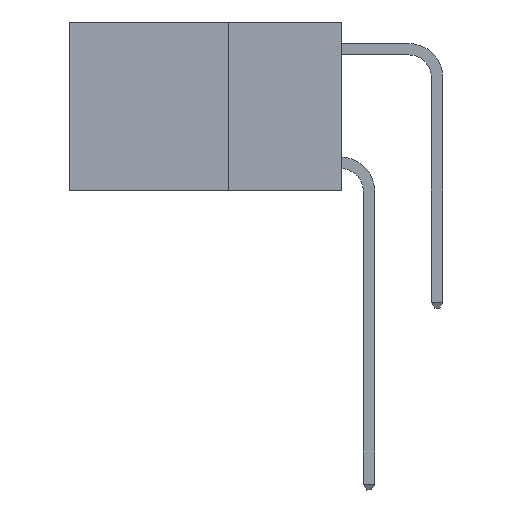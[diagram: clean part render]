
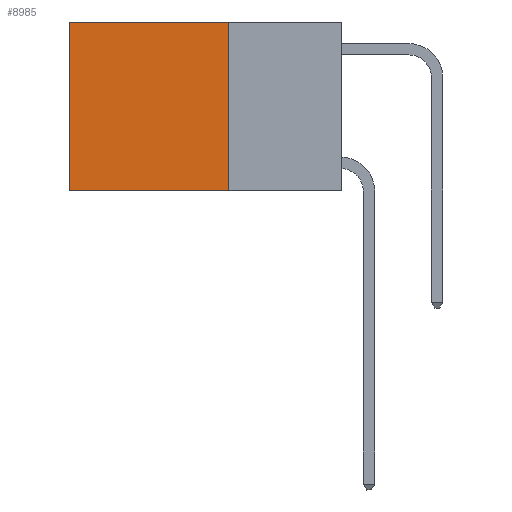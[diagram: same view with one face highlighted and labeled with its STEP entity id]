
A CAD part, left-side view. The second image highlights one B-rep face of the part: STEP entity #8985.
In plain terms, the highlighted planar face has unit normal (-1, 0, 0).
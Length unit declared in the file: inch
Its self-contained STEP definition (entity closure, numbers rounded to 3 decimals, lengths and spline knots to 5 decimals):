
#621 = VERTEX_POINT ( 'NONE', #9196 ) ;
#776 = EDGE_CURVE ( 'NONE', #2585, #621, #12055, .T. ) ;
#789 = CARTESIAN_POINT ( 'NONE',  ( 0.2625, 0.25, -0.37 ) ) ;
#804 = CARTESIAN_POINT ( 'NONE',  ( 0.2625, 0.25, 0. ) ) ;
#920 = DIRECTION ( 'NONE',  ( 0., 0., -1. ) ) ;
#1202 = CARTESIAN_POINT ( 'NONE',  ( 0.2625, 0.25, 0. ) ) ;
#1555 = VECTOR ( 'NONE', #8326, 39.37008 ) ;
#1789 = ORIENTED_EDGE ( 'NONE', *, *, #2988, .F. ) ;
#2124 = EDGE_LOOP ( 'NONE', ( #3418, #1789, #8258, #14684 ) ) ;
#2585 = VERTEX_POINT ( 'NONE', #804 ) ;
#2988 = EDGE_CURVE ( 'NONE', #3006, #15161, #4203, .T. ) ;
#3006 = VERTEX_POINT ( 'NONE', #8384 ) ;
#3418 = ORIENTED_EDGE ( 'NONE', *, *, #8089, .T. ) ;
#4203 = LINE ( 'NONE', #789, #1555 ) ;
#5398 = FACE_OUTER_BOUND ( 'NONE', #2124, .T. ) ;
#5958 = LINE ( 'NONE', #1202, #9173 ) ;
#6774 = LINE ( 'NONE', #9614, #12410 ) ;
#7507 = CARTESIAN_POINT ( 'NONE',  ( 0.2625, 0.25, 0. ) ) ;
#8089 = EDGE_CURVE ( 'NONE', #621, #15161, #6774, .T. ) ;
#8258 = ORIENTED_EDGE ( 'NONE', *, *, #9794, .F. ) ;
#8318 = AXIS2_PLACEMENT_3D ( 'NONE', #7507, #15861, #8681 ) ;
#8326 = DIRECTION ( 'NONE',  ( 0., 1., 0. ) ) ;
#8384 = CARTESIAN_POINT ( 'NONE',  ( 0.2625, 0.25, -0.37 ) ) ;
#8681 = DIRECTION ( 'NONE',  ( 0., 0., -1. ) ) ;
#8855 = VECTOR ( 'NONE', #9620, 39.37008 ) ;
#8985 = ADVANCED_FACE ( 'NONE', ( #5398 ), #14656, .F. ) ;
#9173 = VECTOR ( 'NONE', #9937, 39.37008 ) ;
#9196 = CARTESIAN_POINT ( 'NONE',  ( 0.2625, 0.6, 0. ) ) ;
#9614 = CARTESIAN_POINT ( 'NONE',  ( 0.2625, 0.6, 0. ) ) ;
#9620 = DIRECTION ( 'NONE',  ( 0., 1., 0. ) ) ;
#9794 = EDGE_CURVE ( 'NONE', #2585, #3006, #5958, .T. ) ;
#9937 = DIRECTION ( 'NONE',  ( 0., 0., -1. ) ) ;
#12055 = LINE ( 'NONE', #15577, #8855 ) ;
#12410 = VECTOR ( 'NONE', #920, 39.37008 ) ;
#14656 = PLANE ( 'NONE',  #8318 ) ;
#14684 = ORIENTED_EDGE ( 'NONE', *, *, #776, .T. ) ;
#15161 = VERTEX_POINT ( 'NONE', #15625 ) ;
#15577 = CARTESIAN_POINT ( 'NONE',  ( 0.2625, 0.25, 0. ) ) ;
#15625 = CARTESIAN_POINT ( 'NONE',  ( 0.2625, 0.6, -0.37 ) ) ;
#15861 = DIRECTION ( 'NONE',  ( 1., 0., 0. ) ) ;
